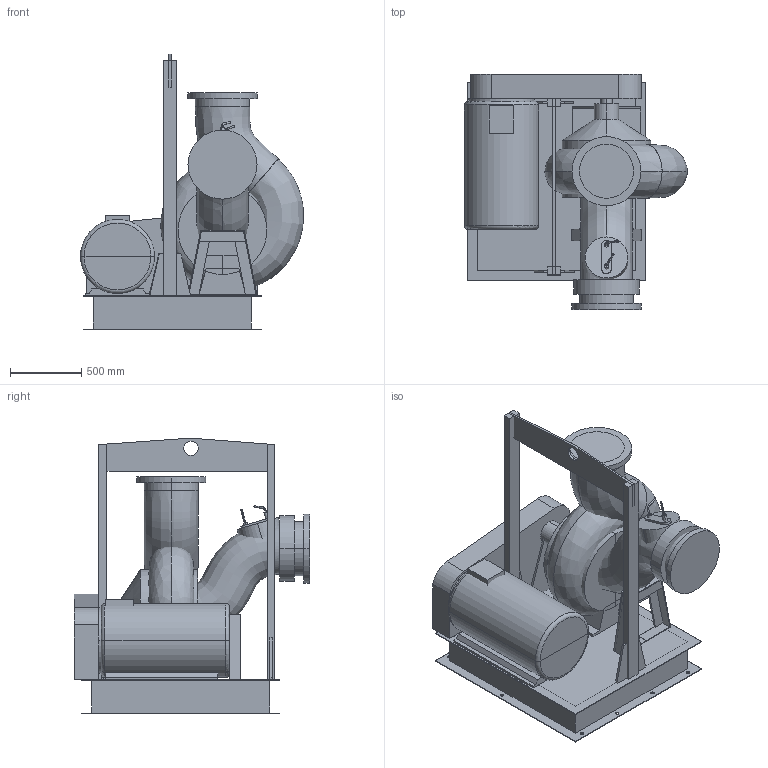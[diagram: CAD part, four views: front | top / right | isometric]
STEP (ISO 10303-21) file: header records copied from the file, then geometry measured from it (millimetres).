
FILE_DESCRIPTION(/* description */ (''),/* implementation_level */ '2;1');
FILE_NAME(/* name */ 'Насос Иртыш НС2 300-457-457-75-4-600_Q=500м3-ч.stp',/* time_stamp */ '2024-11-11T12:40:41+03:00',/* author */ ('a.zyazeva'),/* organization */ (''),/* preprocessor_version */ 'ST-DEVELOPER v18.1',/* originating_system */ 'Autodesk Inventor 2022',/* authorisation */ '');
FILE_SCHEMA (('AUTOMOTIVE_DESIGN { 1 0 10303 214 3 1 1 }'));
Length unit declared in the file: millimetre
Products named in the file (1): Насос Иртыш НС2
 300-457-457-75-4-600_Q=500м3-ч
Bounding box: 1566.08 x 1650 x 1935 mm (x, y, z)
Volume: 1296917998 mm3; surface area: 23173491.5 mm2
Topology: 36 solids, 36 shells, 277 faces, 585 edges, 382 vertices
Faces by surface type: plane 199, cylinder 60, torus 8, bspline 8, cone 2
Entity records: 12376 total; most frequent: CARTESIAN_POINT 6368, DIRECTION 1177, ORIENTED_EDGE 1170, EDGE_CURVE 585, LINE 421, VECTOR 421, VERTEX_POINT 382, AXIS2_PLACEMENT_3D 378
